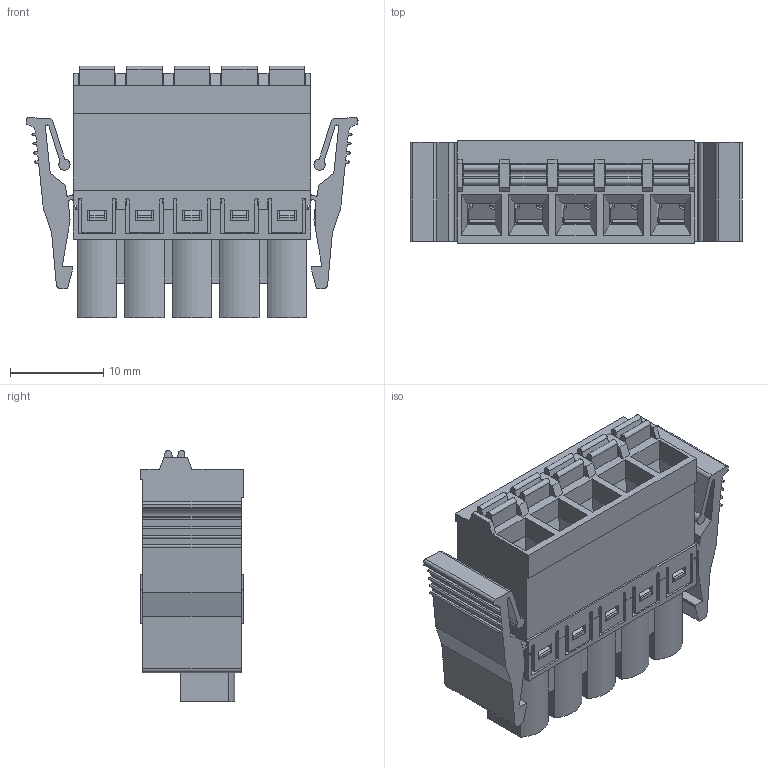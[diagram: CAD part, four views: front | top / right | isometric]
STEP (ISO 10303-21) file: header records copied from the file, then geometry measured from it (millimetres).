
FILE_DESCRIPTION(/* description */ ('Unknown'),/* implementation_level */ '2;1');
FILE_NAME(/* name */ '691304530005',/* time_stamp */ '2021-06-02T17:34:44+02:00',/* author */ ('Unknown'),/* organization */ ('Unknown'),/* preprocessor_version */ 'ST-DEVELOPER v16.7',/* originating_system */ 'Solid Edge',/* authorisation */ 'Unknown');
FILE_SCHEMA (('AUTOMOTIVE_DESIGN {1 0 10303 214 3 1 1}'));
Length unit declared in the file: millimetre
Products named in the file (6): 6913045300xx; 691304530005; 691304530005_Bas; 6913045300xx_Levier; 6913045300xx_Lamelle; 6913045300xx_Pin
Assembly tree (17 placements, depth 2):
  6913045300xx
    691304530005
    691304530005_Bas
    6913045300xx_Levier  x5
    6913045300xx_Lamelle  x5
    6913045300xx_Pin  x5
Bounding box: 35.56 x 11 x 26.91 mm (x, y, z)
Volume: 3849.7 mm3; surface area: 11393.3 mm2
Topology: 17 solids, 17 shells, 2035 faces, 5678 edges, 3694 vertices
Faces by surface type: plane 1524, cylinder 491, bspline 15, cone 5
Full cylindrical faces by diameter (mm): 1.5 x5, 3 x5
Entity records: 38113 total; most frequent: CARTESIAN_POINT 6858, ORIENTED_EDGE 6658, DIRECTION 6091, EDGE_CURVE 3329, LINE 2959, VECTOR 2959, VERTEX_POINT 2176, AXIS2_PLACEMENT_3D 1566
